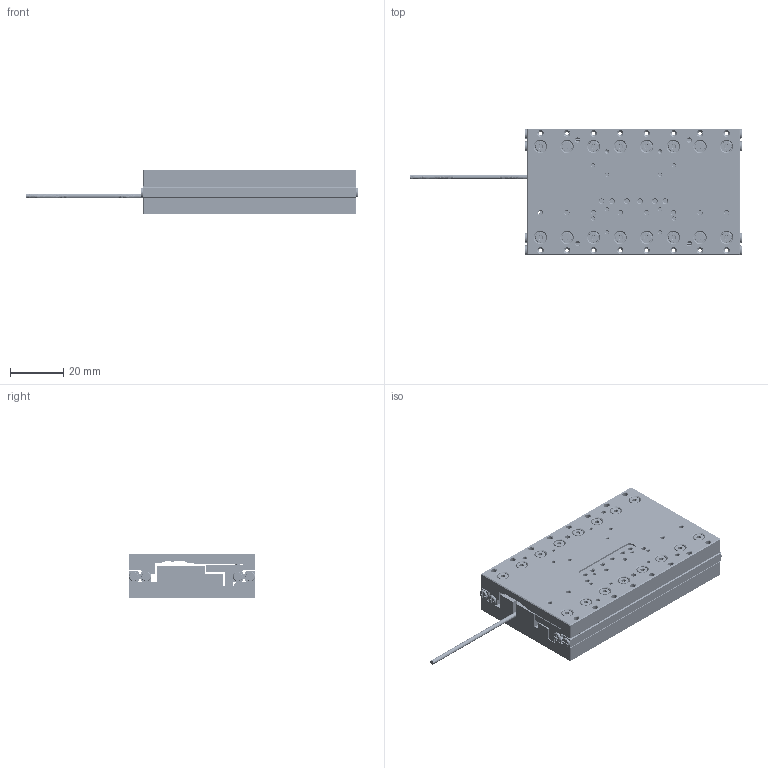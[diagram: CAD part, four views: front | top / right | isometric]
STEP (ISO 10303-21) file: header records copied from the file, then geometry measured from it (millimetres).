
FILE_DESCRIPTION(/* description */ (''),/* implementation_level */ '2;1');
FILE_NAME(/* name */ 'assy_1103_080_000_H7.stp',/* time_stamp */ '2024-03-18T16:56:29+01:00',/* author */ (''),/* organization */ (''),/* preprocessor_version */ 'ST-DEVELOPER v16',/* originating_system */ 'SIEMENS PLM Software NX 10.0',/* authorisation */ '');
FILE_SCHEMA (('AUTOMOTIVE_DESIGN { 1 0 10303 214 3 1 1 1 }'));
Length unit declared in the file: millimetre
Products named in the file (10): SV1080__21Z_Body; SV1080__21Z_Roller; Bout_M2_L8; cable; T_lat_1103_080_008_A5; ceramic_ruler_W5_T2_L80; top_plate_1103_080_002_G2; bottom_plate_1103_080_001_G7; SV1080_21Z; assy_1103_080_000_H7
Assembly tree (26 placements, depth 3):
  assy_1103_080_000_H7
    bottom_plate_1103_080_001_G7
    top_plate_1103_080_002_G2
    SV1080_21Z  x2
      SV1080__21Z_Roller
      SV1080__21Z_Body
    ceramic_ruler_W5_T2_L80
    T_lat_1103_080_008_A5
    cable
    Bout_M2_L8  x16
Bounding box: 124.8 x 47.6 x 16.8 mm (x, y, z)
Volume: 48721 mm3; surface area: 37799.3 mm2
Topology: 27 solids, 27 shells, 1682 faces, 4564 edges, 2920 vertices
Faces by surface type: plane 852, cylinder 394, cone 371, bspline 49, torus 16
Full cylindrical faces by diameter (mm): 1.25 x28, 1.567 x32, 1.6 x34, 1.675 x8, 2 x3, 2.05 x16, 2.1 x4, 2.4 x32, 2.6 x1, 2.9 x4, 3 x32, 3.4 x8, 3.6 x8, 3.8 x16, 4.4 x24, 5.5 x4
Entity records: 34565 total; most frequent: CARTESIAN_POINT 10870, DIRECTION 4798, ORIENTED_EDGE 4376, EDGE_CURVE 2188, AXIS2_PLACEMENT_3D 1779, EDGE_LOOP 1619, VERTEX_POINT 1614, LINE 1240
